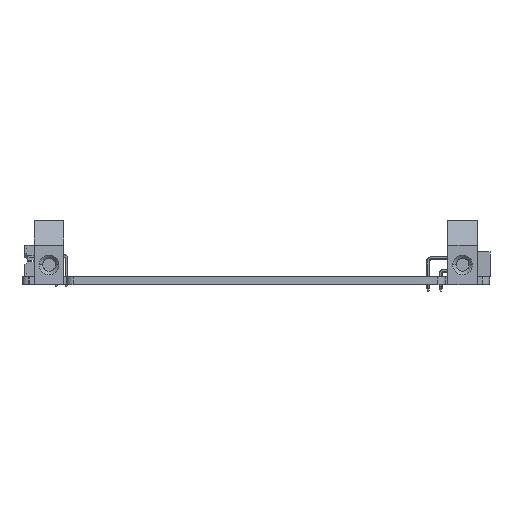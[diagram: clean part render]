
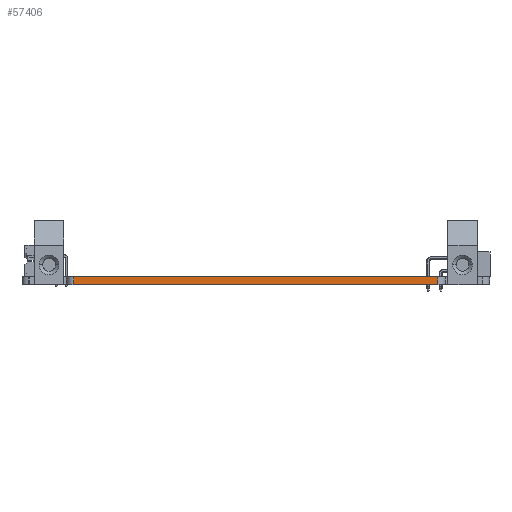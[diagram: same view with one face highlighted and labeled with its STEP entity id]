
A CAD part, left-side view. The second image highlights one B-rep face of the part: STEP entity #57406.
In plain terms, the highlighted planar face has unit normal (-1, 0, 0).
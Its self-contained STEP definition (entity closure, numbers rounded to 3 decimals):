
#55385 = VERTEX_POINT('',#55386);
#55386 = CARTESIAN_POINT('',(75.501,-68.004,0.));
#55392 = EDGE_CURVE('',#55393,#55385,#55395,.T.);
#55393 = VERTEX_POINT('',#55394);
#55394 = CARTESIAN_POINT('',(75.501,-142.004,0.));
#55395 = LINE('',#55396,#55397);
#55396 = CARTESIAN_POINT('',(75.501,-142.004,0.));
#55397 = VECTOR('',#55398,1.);
#55398 = DIRECTION('',(0.,1.,0.));
#56305 = VERTEX_POINT('',#56306);
#56306 = CARTESIAN_POINT('',(75.501,-68.004,1.6));
#56312 = EDGE_CURVE('',#56313,#56305,#56315,.T.);
#56313 = VERTEX_POINT('',#56314);
#56314 = CARTESIAN_POINT('',(75.501,-142.004,1.6));
#56315 = LINE('',#56316,#56317);
#56316 = CARTESIAN_POINT('',(75.501,-142.004,1.6));
#56317 = VECTOR('',#56318,1.);
#56318 = DIRECTION('',(0.,1.,0.));
#57376 = EDGE_CURVE('',#55385,#56305,#57377,.T.);
#57377 = LINE('',#57378,#57379);
#57378 = CARTESIAN_POINT('',(75.501,-68.004,0.));
#57379 = VECTOR('',#57380,1.);
#57380 = DIRECTION('',(0.,0.,1.));
#57406 = ADVANCED_FACE('',(#57407),#57418,.T.);
#57407 = FACE_BOUND('',#57408,.T.);
#57408 = EDGE_LOOP('',(#57409,#57415,#57416,#57417));
#57409 = ORIENTED_EDGE('',*,*,#57410,.T.);
#57410 = EDGE_CURVE('',#55393,#56313,#57411,.T.);
#57411 = LINE('',#57412,#57413);
#57412 = CARTESIAN_POINT('',(75.501,-142.004,0.));
#57413 = VECTOR('',#57414,1.);
#57414 = DIRECTION('',(0.,0.,1.));
#57415 = ORIENTED_EDGE('',*,*,#56312,.T.);
#57416 = ORIENTED_EDGE('',*,*,#57376,.F.);
#57417 = ORIENTED_EDGE('',*,*,#55392,.F.);
#57418 = PLANE('',#57419);
#57419 = AXIS2_PLACEMENT_3D('',#57420,#57421,#57422);
#57420 = CARTESIAN_POINT('',(75.501,-142.004,0.));
#57421 = DIRECTION('',(-1.,0.,0.));
#57422 = DIRECTION('',(0.,1.,0.));
